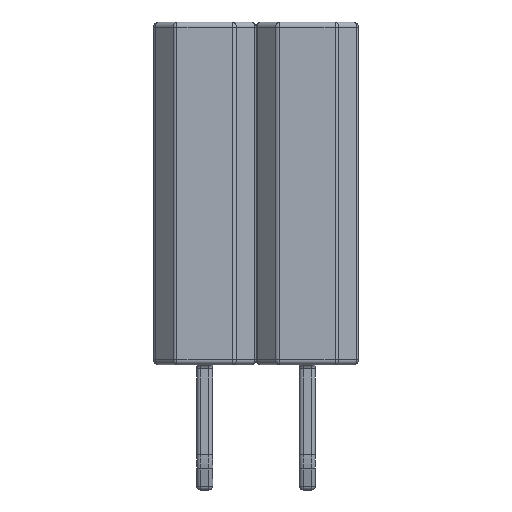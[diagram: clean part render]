
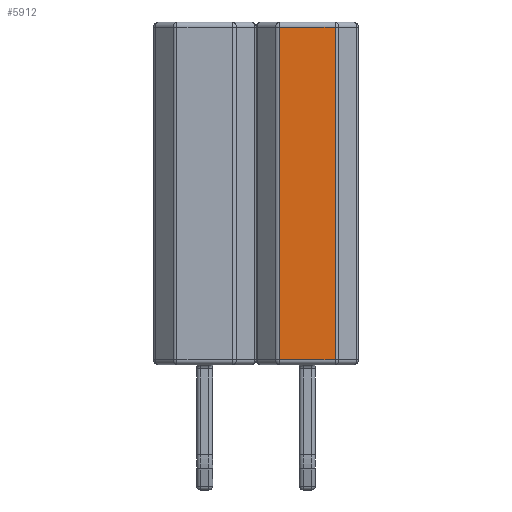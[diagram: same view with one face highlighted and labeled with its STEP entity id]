
A CAD part, left-side view. The second image highlights one B-rep face of the part: STEP entity #5912.
In plain terms, the highlighted planar face has unit normal (-1, 0, 0).
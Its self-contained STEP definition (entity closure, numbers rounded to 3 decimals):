
#5254 = CYLINDRICAL_SURFACE('',#5255,0.125);
#5255 = AXIS2_PLACEMENT_3D('',#5256,#5257,#5258);
#5256 = CARTESIAN_POINT('',(-1.145,0.692,0.));
#5257 = DIRECTION('',(0.,0.,1.));
#5258 = DIRECTION('',(-0.707,0.707,0.));
#5359 = VERTEX_POINT('',#5360);
#5360 = CARTESIAN_POINT('',(-1.27,0.692,0.125));
#5387 = EDGE_CURVE('',#5359,#5388,#5390,.T.);
#5388 = VERTEX_POINT('',#5389);
#5389 = CARTESIAN_POINT('',(-1.27,0.692,8.375));
#5390 = SURFACE_CURVE('',#5391,(#5395,#5402),.PCURVE_S1.);
#5391 = LINE('',#5392,#5393);
#5392 = CARTESIAN_POINT('',(-1.27,0.692,0.));
#5393 = VECTOR('',#5394,1.);
#5394 = DIRECTION('',(0.,0.,1.));
#5395 = PCURVE('',#5254,#5396);
#5396 = DEFINITIONAL_REPRESENTATION('',(#5397),#5401);
#5397 = LINE('',#5398,#5399);
#5398 = CARTESIAN_POINT('',(0.785,0.));
#5399 = VECTOR('',#5400,1.);
#5400 = DIRECTION('',(0.,1.));
#5401 = ( GEOMETRIC_REPRESENTATION_CONTEXT(2) 
PARAMETRIC_REPRESENTATION_CONTEXT() REPRESENTATION_CONTEXT('2D SPACE',''
  ) );
#5402 = PCURVE('',#5403,#5408);
#5403 = PLANE('',#5404);
#5404 = AXIS2_PLACEMENT_3D('',#5405,#5406,#5407);
#5405 = CARTESIAN_POINT('',(-1.27,-0.744,0.));
#5406 = DIRECTION('',(-1.,0.,0.));
#5407 = DIRECTION('',(0.,1.,0.));
#5408 = DEFINITIONAL_REPRESENTATION('',(#5409),#5413);
#5409 = LINE('',#5410,#5411);
#5410 = CARTESIAN_POINT('',(1.436,0.));
#5411 = VECTOR('',#5412,1.);
#5412 = DIRECTION('',(0.,-1.));
#5413 = ( GEOMETRIC_REPRESENTATION_CONTEXT(2) 
PARAMETRIC_REPRESENTATION_CONTEXT() REPRESENTATION_CONTEXT('2D SPACE',''
  ) );
#5617 = CYLINDRICAL_SURFACE('',#5618,0.125);
#5618 = AXIS2_PLACEMENT_3D('',#5619,#5620,#5621);
#5619 = CARTESIAN_POINT('',(-1.145,-0.744,8.375));
#5620 = DIRECTION('',(0.,1.,0.));
#5621 = DIRECTION('',(-1.,0.,0.));
#5899 = CYLINDRICAL_SURFACE('',#5900,0.125);
#5900 = AXIS2_PLACEMENT_3D('',#5901,#5902,#5903);
#5901 = CARTESIAN_POINT('',(-1.145,-0.744,0.125));
#5902 = DIRECTION('',(0.,1.,0.));
#5903 = DIRECTION('',(-1.,0.,0.));
#5912 = ADVANCED_FACE('',(#5913),#5403,.T.);
#5913 = FACE_BOUND('',#5914,.T.);
#5914 = EDGE_LOOP('',(#5915,#5938,#5939,#5962));
#5915 = ORIENTED_EDGE('',*,*,#5916,.T.);
#5916 = EDGE_CURVE('',#5917,#5388,#5919,.T.);
#5917 = VERTEX_POINT('',#5918);
#5918 = CARTESIAN_POINT('',(-1.27,-0.692,8.375));
#5919 = SURFACE_CURVE('',#5920,(#5924,#5931),.PCURVE_S1.);
#5920 = LINE('',#5921,#5922);
#5921 = CARTESIAN_POINT('',(-1.27,-0.744,8.375));
#5922 = VECTOR('',#5923,1.);
#5923 = DIRECTION('',(0.,1.,0.));
#5924 = PCURVE('',#5403,#5925);
#5925 = DEFINITIONAL_REPRESENTATION('',(#5926),#5930);
#5926 = LINE('',#5927,#5928);
#5927 = CARTESIAN_POINT('',(0.,-8.375));
#5928 = VECTOR('',#5929,1.);
#5929 = DIRECTION('',(1.,0.));
#5930 = ( GEOMETRIC_REPRESENTATION_CONTEXT(2) 
PARAMETRIC_REPRESENTATION_CONTEXT() REPRESENTATION_CONTEXT('2D SPACE',''
  ) );
#5931 = PCURVE('',#5617,#5932);
#5932 = DEFINITIONAL_REPRESENTATION('',(#5933),#5937);
#5933 = LINE('',#5934,#5935);
#5934 = CARTESIAN_POINT('',(0.,0.));
#5935 = VECTOR('',#5936,1.);
#5936 = DIRECTION('',(0.,1.));
#5937 = ( GEOMETRIC_REPRESENTATION_CONTEXT(2) 
PARAMETRIC_REPRESENTATION_CONTEXT() REPRESENTATION_CONTEXT('2D SPACE',''
  ) );
#5938 = ORIENTED_EDGE('',*,*,#5387,.F.);
#5939 = ORIENTED_EDGE('',*,*,#5940,.F.);
#5940 = EDGE_CURVE('',#5941,#5359,#5943,.T.);
#5941 = VERTEX_POINT('',#5942);
#5942 = CARTESIAN_POINT('',(-1.27,-0.692,0.125));
#5943 = SURFACE_CURVE('',#5944,(#5948,#5955),.PCURVE_S1.);
#5944 = LINE('',#5945,#5946);
#5945 = CARTESIAN_POINT('',(-1.27,-0.744,0.125));
#5946 = VECTOR('',#5947,1.);
#5947 = DIRECTION('',(0.,1.,0.));
#5948 = PCURVE('',#5403,#5949);
#5949 = DEFINITIONAL_REPRESENTATION('',(#5950),#5954);
#5950 = LINE('',#5951,#5952);
#5951 = CARTESIAN_POINT('',(0.,-0.125));
#5952 = VECTOR('',#5953,1.);
#5953 = DIRECTION('',(1.,0.));
#5954 = ( GEOMETRIC_REPRESENTATION_CONTEXT(2) 
PARAMETRIC_REPRESENTATION_CONTEXT() REPRESENTATION_CONTEXT('2D SPACE',''
  ) );
#5955 = PCURVE('',#5899,#5956);
#5956 = DEFINITIONAL_REPRESENTATION('',(#5957),#5961);
#5957 = LINE('',#5958,#5959);
#5958 = CARTESIAN_POINT('',(-0.,0.));
#5959 = VECTOR('',#5960,1.);
#5960 = DIRECTION('',(-0.,1.));
#5961 = ( GEOMETRIC_REPRESENTATION_CONTEXT(2) 
PARAMETRIC_REPRESENTATION_CONTEXT() REPRESENTATION_CONTEXT('2D SPACE',''
  ) );
#5962 = ORIENTED_EDGE('',*,*,#5963,.T.);
#5963 = EDGE_CURVE('',#5941,#5917,#5964,.T.);
#5964 = SURFACE_CURVE('',#5965,(#5969,#5976),.PCURVE_S1.);
#5965 = LINE('',#5966,#5967);
#5966 = CARTESIAN_POINT('',(-1.27,-0.692,0.));
#5967 = VECTOR('',#5968,1.);
#5968 = DIRECTION('',(0.,0.,1.));
#5969 = PCURVE('',#5403,#5970);
#5970 = DEFINITIONAL_REPRESENTATION('',(#5971),#5975);
#5971 = LINE('',#5972,#5973);
#5972 = CARTESIAN_POINT('',(0.052,0.));
#5973 = VECTOR('',#5974,1.);
#5974 = DIRECTION('',(0.,-1.));
#5975 = ( GEOMETRIC_REPRESENTATION_CONTEXT(2) 
PARAMETRIC_REPRESENTATION_CONTEXT() REPRESENTATION_CONTEXT('2D SPACE',''
  ) );
#5976 = PCURVE('',#5977,#5982);
#5977 = CYLINDRICAL_SURFACE('',#5978,0.125);
#5978 = AXIS2_PLACEMENT_3D('',#5979,#5980,#5981);
#5979 = CARTESIAN_POINT('',(-1.145,-0.692,0.));
#5980 = DIRECTION('',(0.,0.,1.));
#5981 = DIRECTION('',(-1.,0.,0.));
#5982 = DEFINITIONAL_REPRESENTATION('',(#5983),#5987);
#5983 = LINE('',#5984,#5985);
#5984 = CARTESIAN_POINT('',(0.,0.));
#5985 = VECTOR('',#5986,1.);
#5986 = DIRECTION('',(0.,1.));
#5987 = ( GEOMETRIC_REPRESENTATION_CONTEXT(2) 
PARAMETRIC_REPRESENTATION_CONTEXT() REPRESENTATION_CONTEXT('2D SPACE',''
  ) );
